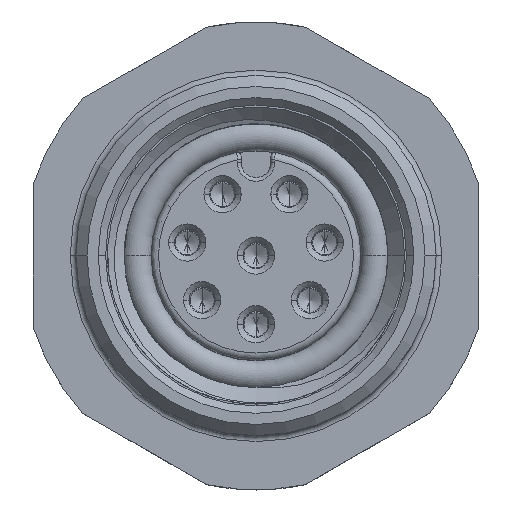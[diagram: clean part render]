
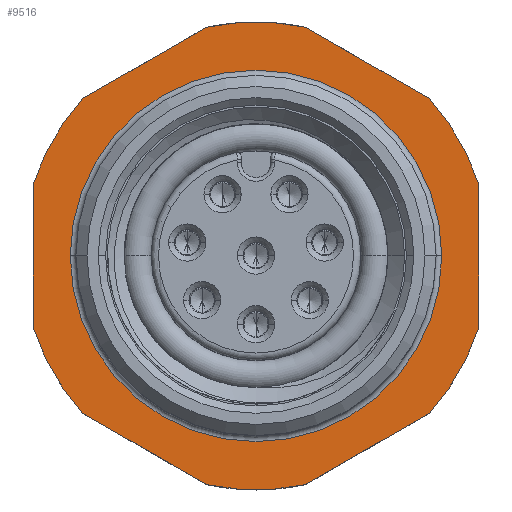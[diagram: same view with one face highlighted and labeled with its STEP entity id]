
A CAD part, top view. The second image highlights one B-rep face of the part: STEP entity #9516.
In plain terms, the highlighted planar face has unit normal (0, 0, 1).
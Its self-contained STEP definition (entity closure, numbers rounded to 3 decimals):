
#4800=CARTESIAN_POINT('',(0.,0.,-0.3));
#4801=DIRECTION('',(0.,0.,1.));
#4802=DIRECTION('',(0.212,0.977,0.));
#4803=AXIS2_PLACEMENT_3D('',#4800,#4801,#4802);
#4805=DIRECTION('',(-0.866,0.5,0.));
#4806=VECTOR('',#4805,3.842);
#4807=CARTESIAN_POINT('',(4.664,4.236,-0.3));
#4808=LINE('',#4807,#4806);
#4809=CARTESIAN_POINT('',(0.,0.,-0.3));
#4810=DIRECTION('',(0.,0.,1.));
#4811=DIRECTION('',(0.952,0.305,0.));
#4812=AXIS2_PLACEMENT_3D('',#4809,#4810,#4811);
#4814=DIRECTION('',(0.,1.,0.));
#4815=VECTOR('',#4814,3.842);
#4816=CARTESIAN_POINT('',(6.,-1.921,-0.3));
#4817=LINE('',#4816,#4815);
#4818=CARTESIAN_POINT('',(0.,0.,-0.3));
#4819=DIRECTION('',(0.,0.,1.));
#4820=DIRECTION('',(0.74,-0.672,0.));
#4821=AXIS2_PLACEMENT_3D('',#4818,#4819,#4820);
#4823=DIRECTION('',(0.866,0.5,0.));
#4824=VECTOR('',#4823,3.842);
#4825=CARTESIAN_POINT('',(1.336,-6.157,-0.3));
#4826=LINE('',#4825,#4824);
#4827=CARTESIAN_POINT('',(0.,0.,-0.3));
#4828=DIRECTION('',(0.,0.,1.));
#4829=DIRECTION('',(-0.212,-0.977,0.));
#4830=AXIS2_PLACEMENT_3D('',#4827,#4828,#4829);
#4832=DIRECTION('',(0.866,-0.5,0.));
#4833=VECTOR('',#4832,3.842);
#4834=CARTESIAN_POINT('',(-4.664,-4.236,-0.3));
#4835=LINE('',#4834,#4833);
#4836=CARTESIAN_POINT('',(0.,0.,-0.3));
#4837=DIRECTION('',(0.,0.,1.));
#4838=DIRECTION('',(-0.952,-0.305,0.));
#4839=AXIS2_PLACEMENT_3D('',#4836,#4837,#4838);
#4841=DIRECTION('',(0.,-1.,0.));
#4842=VECTOR('',#4841,3.842);
#4843=CARTESIAN_POINT('',(-6.,1.921,-0.3));
#4844=LINE('',#4843,#4842);
#4845=CARTESIAN_POINT('',(0.,0.,-0.3));
#4846=DIRECTION('',(0.,0.,1.));
#4847=DIRECTION('',(-0.74,0.672,0.));
#4848=AXIS2_PLACEMENT_3D('',#4845,#4846,#4847);
#4850=DIRECTION('',(-0.866,-0.5,0.));
#4851=VECTOR('',#4850,3.842);
#4852=CARTESIAN_POINT('',(-1.336,6.157,-0.3));
#4853=LINE('',#4852,#4851);
#4854=CARTESIAN_POINT('',(0.,0.,-0.3));
#4855=DIRECTION('',(0.,0.,-1.));
#4856=DIRECTION('',(1.,0.,0.));
#4857=AXIS2_PLACEMENT_3D('',#4854,#4855,#4856);
#4859=CARTESIAN_POINT('',(0.,0.,-0.3));
#4860=DIRECTION('',(0.,0.,-1.));
#4861=DIRECTION('',(-1.,0.,0.));
#4862=AXIS2_PLACEMENT_3D('',#4859,#4860,#4861);
#8764=CARTESIAN_POINT('',(1.336,6.157,-0.3));
#8765=CARTESIAN_POINT('',(-1.336,6.157,-0.3));
#8766=VERTEX_POINT('',#8764);
#8767=VERTEX_POINT('',#8765);
#8768=CARTESIAN_POINT('',(-4.664,4.236,-0.3));
#8769=VERTEX_POINT('',#8768);
#8770=CARTESIAN_POINT('',(-6.,1.921,-0.3));
#8771=VERTEX_POINT('',#8770);
#8772=CARTESIAN_POINT('',(-6.,-1.921,-0.3));
#8773=VERTEX_POINT('',#8772);
#8774=CARTESIAN_POINT('',(-4.664,-4.236,-0.3));
#8775=VERTEX_POINT('',#8774);
#8776=CARTESIAN_POINT('',(-1.336,-6.157,-0.3));
#8777=VERTEX_POINT('',#8776);
#8778=CARTESIAN_POINT('',(1.336,-6.157,-0.3));
#8779=VERTEX_POINT('',#8778);
#8780=CARTESIAN_POINT('',(4.664,-4.236,-0.3));
#8781=VERTEX_POINT('',#8780);
#8782=CARTESIAN_POINT('',(6.,-1.921,-0.3));
#8783=VERTEX_POINT('',#8782);
#8784=CARTESIAN_POINT('',(6.,1.921,-0.3));
#8785=VERTEX_POINT('',#8784);
#8786=CARTESIAN_POINT('',(4.664,4.236,-0.3));
#8787=VERTEX_POINT('',#8786);
#8860=CARTESIAN_POINT('',(5.,0.,-0.3));
#8861=CARTESIAN_POINT('',(-5.,0.,-0.3));
#8862=VERTEX_POINT('',#8860);
#8863=VERTEX_POINT('',#8861);
#9491=CARTESIAN_POINT('',(0.,0.,-0.3));
#9492=DIRECTION('',(0.,0.,1.));
#9493=DIRECTION('',(1.,0.,0.));
#9494=AXIS2_PLACEMENT_3D('',#9491,#9492,#9493);
#9495=PLANE('',#9494);
#9496=ORIENTED_EDGE('',*,*,#9329,.F.);
#9497=ORIENTED_EDGE('',*,*,#9345,.F.);
#9498=ORIENTED_EDGE('',*,*,#9359,.F.);
#9499=ORIENTED_EDGE('',*,*,#9373,.F.);
#9500=ORIENTED_EDGE('',*,*,#9387,.F.);
#9501=ORIENTED_EDGE('',*,*,#9401,.F.);
#9502=ORIENTED_EDGE('',*,*,#9416,.F.);
#9503=ORIENTED_EDGE('',*,*,#9430,.F.);
#9504=ORIENTED_EDGE('',*,*,#9444,.F.);
#9505=ORIENTED_EDGE('',*,*,#9458,.F.);
#9506=ORIENTED_EDGE('',*,*,#9472,.F.);
#9507=ORIENTED_EDGE('',*,*,#9485,.F.);
#9508=EDGE_LOOP('',(#9496,#9497,#9498,#9499,#9500,#9501,#9502,#9503,#9504,#9505,
#9506,#9507));
#9509=FACE_OUTER_BOUND('',#9508,.F.);
#9511=ORIENTED_EDGE('',*,*,#9510,.F.);
#9513=ORIENTED_EDGE('',*,*,#9512,.F.);
#9514=EDGE_LOOP('',(#9511,#9513));
#9515=FACE_BOUND('',#9514,.F.);
#4804=CIRCLE('',#4803,6.3);
#4813=CIRCLE('',#4812,6.3);
#4822=CIRCLE('',#4821,6.3);
#4831=CIRCLE('',#4830,6.3);
#4840=CIRCLE('',#4839,6.3);
#4849=CIRCLE('',#4848,6.3);
#4858=CIRCLE('',#4857,5.);
#4863=CIRCLE('',#4862,5.);
#9329=EDGE_CURVE('',#8766,#8767,#4804,.T.);
#9345=EDGE_CURVE('',#8787,#8766,#4808,.T.);
#9359=EDGE_CURVE('',#8785,#8787,#4813,.T.);
#9373=EDGE_CURVE('',#8783,#8785,#4817,.T.);
#9387=EDGE_CURVE('',#8781,#8783,#4822,.T.);
#9401=EDGE_CURVE('',#8779,#8781,#4826,.T.);
#9416=EDGE_CURVE('',#8777,#8779,#4831,.T.);
#9430=EDGE_CURVE('',#8775,#8777,#4835,.T.);
#9444=EDGE_CURVE('',#8773,#8775,#4840,.T.);
#9458=EDGE_CURVE('',#8771,#8773,#4844,.T.);
#9472=EDGE_CURVE('',#8769,#8771,#4849,.T.);
#9485=EDGE_CURVE('',#8767,#8769,#4853,.T.);
#9510=EDGE_CURVE('',#8862,#8863,#4858,.T.);
#9512=EDGE_CURVE('',#8863,#8862,#4863,.T.);
#9516=ADVANCED_FACE('',(#9509,#9515),#9495,.T.);
